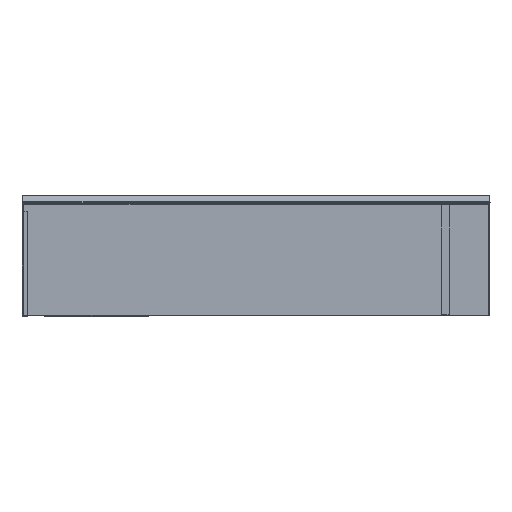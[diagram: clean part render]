
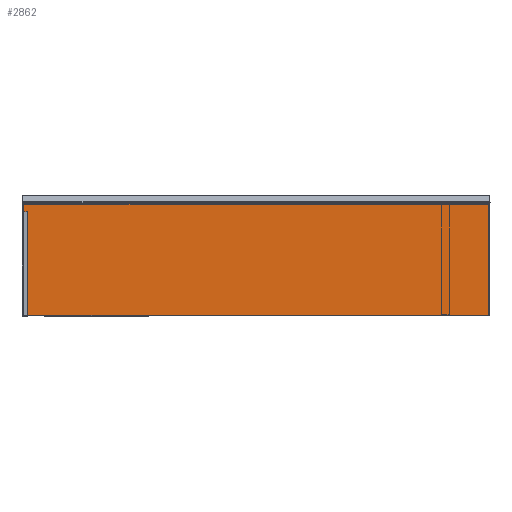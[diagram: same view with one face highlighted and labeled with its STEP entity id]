
A CAD part, left-side view. The second image highlights one B-rep face of the part: STEP entity #2862.
In plain terms, the highlighted planar face has unit normal (-1, 0, 0).
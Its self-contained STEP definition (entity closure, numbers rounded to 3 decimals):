
#2862=ADVANCED_FACE('',(#16297),#16299,.F.);
#16297=FACE_BOUND('',#16298,.T.);
#16298=EDGE_LOOP('',(#27909,#27910,#27911,#27912,#27913,#27914,#27915,#27916,#27917));
#16299=PLANE('',#16300);
#16300=AXIS2_PLACEMENT_3D('',#16301,#16302,#16303);
#16301=CARTESIAN_POINT('',(21727.296,-193.561,-199.348));
#16302=DIRECTION('',(1.,0.,0.));
#16303=DIRECTION('',(0.,0.,-1.));
#27909=ORIENTED_EDGE('',*,*,#35165,.F.);
#27910=ORIENTED_EDGE('',*,*,#35331,.T.);
#27911=ORIENTED_EDGE('',*,*,#35318,.T.);
#27912=ORIENTED_EDGE('',*,*,#35323,.F.);
#27913=ORIENTED_EDGE('',*,*,#34659,.T.);
#27914=ORIENTED_EDGE('',*,*,#35317,.T.);
#27915=ORIENTED_EDGE('',*,*,#35326,.T.);
#27916=ORIENTED_EDGE('',*,*,#35316,.F.);
#27917=ORIENTED_EDGE('',*,*,#35330,.T.);
#34659=EDGE_CURVE('',#38773,#38778,#38780,.T.);
#35165=EDGE_CURVE('',#39615,#39620,#39626,.T.);
#35316=EDGE_CURVE('',#39874,#39860,#39876,.T.);
#35317=EDGE_CURVE('',#38778,#39829,#39877,.T.);
#35318=EDGE_CURVE('',#39869,#39791,#39878,.T.);
#35323=EDGE_CURVE('',#38773,#39791,#39884,.T.);
#35326=EDGE_CURVE('',#39829,#39860,#39887,.T.);
#35330=EDGE_CURVE('',#39874,#39620,#39891,.T.);
#35331=EDGE_CURVE('',#39615,#39869,#39892,.T.);
#38773=VERTEX_POINT('',#45646);
#38778=VERTEX_POINT('',#45656);
#38780=CIRCLE('',#45659,1.);
#39615=VERTEX_POINT('',#47679);
#39620=VERTEX_POINT('',#47733);
#39626=LINE('',#47791,#47792);
#39791=VERTEX_POINT('',#48207);
#39829=VERTEX_POINT('',#48397);
#39860=VERTEX_POINT('',#48575);
#39869=VERTEX_POINT('',#48614);
#39874=VERTEX_POINT('',#48630);
#39876=LINE('',#48637,#48638);
#39877=LINE('',#48640,#48641);
#39878=LINE('',#48643,#48644);
#39884=CIRCLE('',#48663,6.);
#39887=CIRCLE('',#48674,1.);
#39891=CIRCLE('',#48689,2.);
#39892=CIRCLE('',#48693,2.);
#45646=CARTESIAN_POINT('',(21727.296,439.597,274.904));
#45656=CARTESIAN_POINT('',(21727.296,440.917,275.332));
#45659=AXIS2_PLACEMENT_3D('',#45660,#45661,#45662);
#45660=CARTESIAN_POINT('',(21727.296,440.035,275.803));
#45661=DIRECTION('',(1.,0.,0.));
#45662=DIRECTION('',(0.,-0.438,-0.899));
#47679=CARTESIAN_POINT('',(21727.296,439.048,2.));
#47733=CARTESIAN_POINT('',(21727.296,1587.261,2.));
#47791=CARTESIAN_POINT('',(21727.296,439.048,2.));
#47792=VECTOR('',#47793,1.);
#47793=DIRECTION('',(0.,1.,0.));
#48207=CARTESIAN_POINT('',(21727.296,438.304,275.36));
#48397=CARTESIAN_POINT('',(21727.296,1587.59,275.332));
#48575=CARTESIAN_POINT('',(21727.296,1588.002,274.921));
#48614=CARTESIAN_POINT('',(21727.296,438.304,2.623));
#48630=CARTESIAN_POINT('',(21727.296,1588.002,2.62));
#48637=CARTESIAN_POINT('',(21727.296,1588.002,2.62));
#48638=VECTOR('',#48639,1.);
#48639=DIRECTION('',(0.,0.,1.));
#48640=CARTESIAN_POINT('',(21727.296,440.917,275.332));
#48641=VECTOR('',#48642,1.);
#48642=DIRECTION('',(0.,1.,0.));
#48643=CARTESIAN_POINT('',(21727.296,438.304,2.623));
#48644=VECTOR('',#48645,1.);
#48645=DIRECTION('',(0.,0.,1.));
#48663=AXIS2_PLACEMENT_3D('',#48664,#48665,#48666);
#48664=CARTESIAN_POINT('',(21727.296,436.967,269.511));
#48665=DIRECTION('',(1.,0.,0.));
#48666=DIRECTION('',(0.,0.438,0.899));
#48674=AXIS2_PLACEMENT_3D('',#48675,#48676,#48677);
#48675=CARTESIAN_POINT('',(21727.296,1588.473,275.803));
#48676=DIRECTION('',(1.,0.,0.));
#48677=DIRECTION('',(0.,-0.882,-0.471));
#48689=AXIS2_PLACEMENT_3D('',#48690,#48691,#48692);
#48690=CARTESIAN_POINT('',(21727.296,1588.877,0.822));
#48691=DIRECTION('',(1.,0.,0.));
#48692=DIRECTION('',(0.,-0.438,0.899));
#48693=AXIS2_PLACEMENT_3D('',#48694,#48695,#48696);
#48694=CARTESIAN_POINT('',(21727.296,437.431,0.823));
#48695=DIRECTION('',(1.,0.,0.));
#48696=DIRECTION('',(0.,0.809,0.588));
